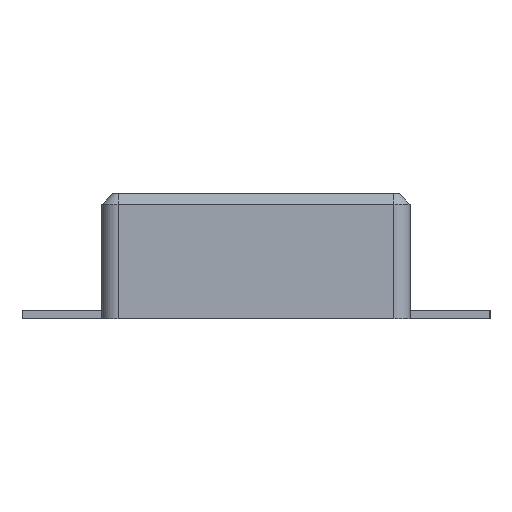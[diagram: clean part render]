
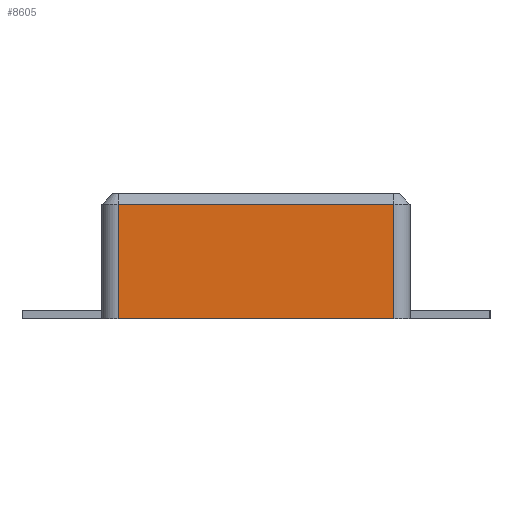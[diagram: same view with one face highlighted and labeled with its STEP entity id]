
A CAD part, left-side view. The second image highlights one B-rep face of the part: STEP entity #8605.
In plain terms, the highlighted planar face has unit normal (-1, 0, 0).
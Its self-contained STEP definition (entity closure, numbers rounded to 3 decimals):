
#12=DIRECTION('',(0.,0.,1.));
#61=VECTOR('',#12,1.);
#79=VECTOR('',#80,1.);
#80=DIRECTION('',(0.,-1.,0.));
#83=DIRECTION('',(1.,0.,0.));
#3926=VERTEX_POINT('',#3927);
#3927=CARTESIAN_POINT('',(-8.225,1.265,0.));
#3932=ORIENTED_EDGE('',*,*,#3933,.T.);
#3933=EDGE_CURVE('',#3926,#3934,#3936,.T.);
#3934=VERTEX_POINT('',#3935);
#3935=CARTESIAN_POINT('',(-8.225,1.265,1.05));
#3936=LINE('',#3927,#61);
#3952=VERTEX_POINT('',#3953);
#3953=CARTESIAN_POINT('',(-8.225,-1.265,0.));
#3957=ORIENTED_EDGE('',*,*,#3958,.F.);
#3958=EDGE_CURVE('',#3926,#3952,#3959,.T.);
#3959=LINE('',#3960,#79);
#3960=CARTESIAN_POINT('',(-8.225,1.415,0.));
#8605=ADVANCED_FACE('',(#8606),#8616,.F.);
#8606=FACE_BOUND('',#8607,.F.);
#8607=EDGE_LOOP('',(#3932,#8608,#8613,#3957));
#8608=ORIENTED_EDGE('',*,*,#8609,.T.);
#8609=EDGE_CURVE('',#3934,#8610,#8612,.T.);
#8610=VERTEX_POINT('',#8611);
#8611=CARTESIAN_POINT('',(-8.225,-1.265,1.05));
#8612=LINE('',#3935,#79);
#8613=ORIENTED_EDGE('',*,*,#8614,.F.);
#8614=EDGE_CURVE('',#3952,#8610,#8615,.T.);
#8615=LINE('',#3953,#61);
#8616=PLANE('',#8617);
#8617=AXIS2_PLACEMENT_3D('',#3960,#83,#80);
